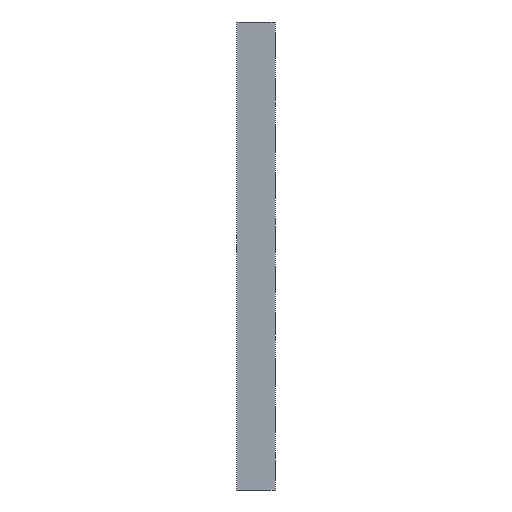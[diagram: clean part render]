
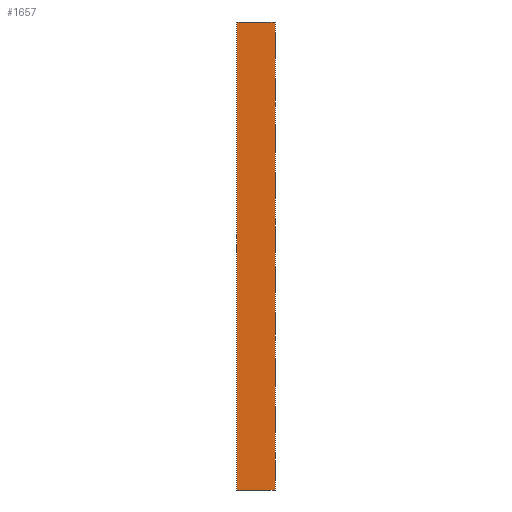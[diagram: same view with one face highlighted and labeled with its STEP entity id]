
A CAD part, left-side view. The second image highlights one B-rep face of the part: STEP entity #1657.
In plain terms, the highlighted planar face has unit normal (-1, 0, 0).
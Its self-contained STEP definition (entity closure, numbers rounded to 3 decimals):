
#84 = VECTOR ( 'NONE', #3082, 1000. ) ;
#171 = ORIENTED_EDGE ( 'NONE', *, *, #1382, .T. ) ;
#174 = DIRECTION ( 'NONE',  ( 0., 1., 0. ) ) ;
#178 = CARTESIAN_POINT ( 'NONE',  ( -20.5, 4.5, 500. ) ) ;
#238 = ORIENTED_EDGE ( 'NONE', *, *, #1851, .F. ) ;
#252 = CARTESIAN_POINT ( 'NONE',  ( -20.5, 4.5, 0. ) ) ;
#293 = FACE_OUTER_BOUND ( 'NONE', #1147, .T. ) ;
#301 = VERTEX_POINT ( 'NONE', #853 ) ;
#315 = CARTESIAN_POINT ( 'NONE',  ( -20.5, 41., 500. ) ) ;
#376 = LINE ( 'NONE', #2619, #84 ) ;
#424 = VERTEX_POINT ( 'NONE', #748 ) ;
#454 = EDGE_CURVE ( 'NONE', #424, #953, #2483, .T. ) ;
#519 = ORIENTED_EDGE ( 'NONE', *, *, #1318, .F. ) ;
#560 = EDGE_CURVE ( 'NONE', #1330, #2158, #2293, .T. ) ;
#563 = VECTOR ( 'NONE', #2771, 1000. ) ;
#568 = PLANE ( 'NONE',  #1339 ) ;
#714 = VERTEX_POINT ( 'NONE', #178 ) ;
#734 = CARTESIAN_POINT ( 'NONE',  ( -20.5, 4.5, 0. ) ) ;
#748 = CARTESIAN_POINT ( 'NONE',  ( -20.5, 38.5, 0. ) ) ;
#750 = LINE ( 'NONE', #1634, #2109 ) ;
#853 = CARTESIAN_POINT ( 'NONE',  ( -20.5, 0., 0. ) ) ;
#896 = ORIENTED_EDGE ( 'NONE', *, *, #1264, .F. ) ;
#897 = VECTOR ( 'NONE', #1104, 1000. ) ;
#929 = CARTESIAN_POINT ( 'NONE',  ( -20.5, 0., 0. ) ) ;
#953 = VERTEX_POINT ( 'NONE', #252 ) ;
#998 = DIRECTION ( 'NONE',  ( 0., -1., 0. ) ) ;
#1009 = CARTESIAN_POINT ( 'NONE',  ( -20.5, 4.5, 500. ) ) ;
#1104 = DIRECTION ( 'NONE',  ( 0., -1., 0. ) ) ;
#1120 = VECTOR ( 'NONE', #1274, 1000. ) ;
#1147 = EDGE_LOOP ( 'NONE', ( #2837, #171, #896, #238, #2064, #2417, #2355, #519 ) ) ;
#1210 = DIRECTION ( 'NONE',  ( 0., -1., 0. ) ) ;
#1264 = EDGE_CURVE ( 'NONE', #2292, #301, #376, .T. ) ;
#1274 = DIRECTION ( 'NONE',  ( 0., -1., 0. ) ) ;
#1318 = EDGE_CURVE ( 'NONE', #424, #2158, #750, .T. ) ;
#1330 = VERTEX_POINT ( 'NONE', #2403 ) ;
#1339 = AXIS2_PLACEMENT_3D ( 'NONE', #2489, #2534, #2046 ) ;
#1356 = LINE ( 'NONE', #2540, #897 ) ;
#1382 = EDGE_CURVE ( 'NONE', #953, #301, #2140, .T. ) ;
#1433 = CARTESIAN_POINT ( 'NONE',  ( -20.5, 41., 500. ) ) ;
#1437 = EDGE_CURVE ( 'NONE', #1609, #1330, #2752, .T. ) ;
#1609 = VERTEX_POINT ( 'NONE', #1727 ) ;
#1634 = CARTESIAN_POINT ( 'NONE',  ( -20.5, 4.5, 0. ) ) ;
#1657 = ADVANCED_FACE ( 'NONE', ( #293 ), #568, .F. ) ;
#1727 = CARTESIAN_POINT ( 'NONE',  ( -20.5, 38.5, 500. ) ) ;
#1851 = EDGE_CURVE ( 'NONE', #714, #2292, #1356, .T. ) ;
#1865 = LINE ( 'NONE', #1009, #1120 ) ;
#2039 = VECTOR ( 'NONE', #2152, 1000. ) ;
#2046 = DIRECTION ( 'NONE',  ( 0., 0., -1. ) ) ;
#2064 = ORIENTED_EDGE ( 'NONE', *, *, #2815, .F. ) ;
#2109 = VECTOR ( 'NONE', #174, 1000. ) ;
#2140 = LINE ( 'NONE', #929, #2856 ) ;
#2152 = DIRECTION ( 'NONE',  ( 0., 1., 0. ) ) ;
#2158 = VERTEX_POINT ( 'NONE', #3112 ) ;
#2280 = CARTESIAN_POINT ( 'NONE',  ( -20.5, 0., 500. ) ) ;
#2292 = VERTEX_POINT ( 'NONE', #2280 ) ;
#2293 = LINE ( 'NONE', #315, #563 ) ;
#2355 = ORIENTED_EDGE ( 'NONE', *, *, #560, .T. ) ;
#2403 = CARTESIAN_POINT ( 'NONE',  ( -20.5, 41., 500. ) ) ;
#2417 = ORIENTED_EDGE ( 'NONE', *, *, #1437, .T. ) ;
#2483 = LINE ( 'NONE', #734, #3090 ) ;
#2489 = CARTESIAN_POINT ( 'NONE',  ( -20.5, 4.5, 500. ) ) ;
#2534 = DIRECTION ( 'NONE',  ( 1., 0., 0. ) ) ;
#2540 = CARTESIAN_POINT ( 'NONE',  ( -20.5, 4.5, 500. ) ) ;
#2619 = CARTESIAN_POINT ( 'NONE',  ( -20.5, 0., 500. ) ) ;
#2752 = LINE ( 'NONE', #1433, #2039 ) ;
#2771 = DIRECTION ( 'NONE',  ( 0., 0., -1. ) ) ;
#2815 = EDGE_CURVE ( 'NONE', #1609, #714, #1865, .T. ) ;
#2837 = ORIENTED_EDGE ( 'NONE', *, *, #454, .T. ) ;
#2856 = VECTOR ( 'NONE', #1210, 1000. ) ;
#3082 = DIRECTION ( 'NONE',  ( 0., 0., -1. ) ) ;
#3090 = VECTOR ( 'NONE', #998, 1000. ) ;
#3112 = CARTESIAN_POINT ( 'NONE',  ( -20.5, 41., 0. ) ) ;
